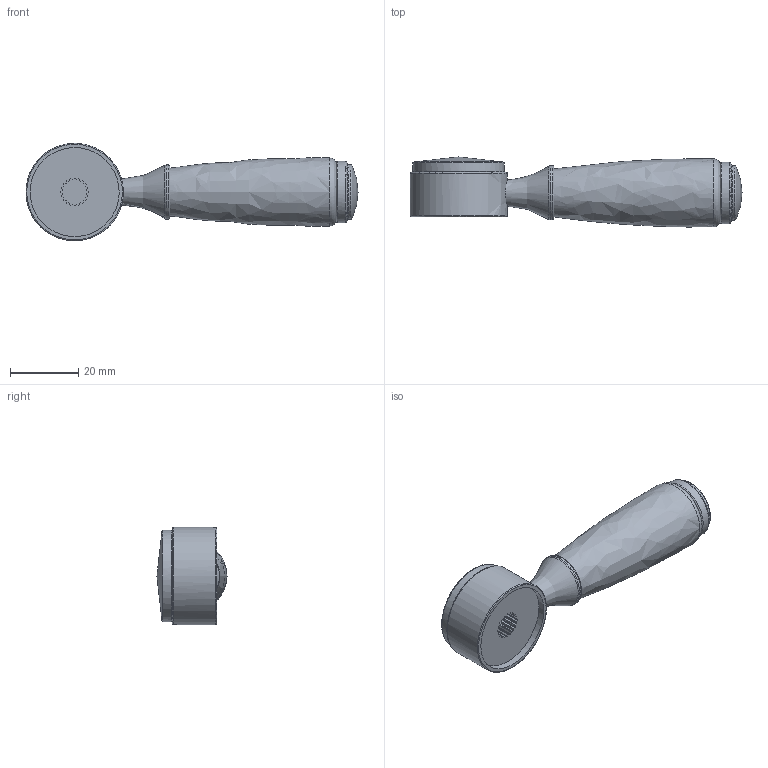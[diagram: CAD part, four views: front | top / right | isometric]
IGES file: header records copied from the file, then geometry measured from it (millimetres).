
Global section: file name: V221-TC; native system: Autodesk Inventor 2018; preprocessor: unknown; author: gwilkes; date: 20190708.152513; units: millimetre
Bounding box: 97.28 x 20.52 x 28.48 mm (x, y, z)
Volume: 22371 mm3; surface area: 12848.1 mm2
Topology: 7 solids, 7 shells, 152 faces, 424 edges, 295 vertices
Faces by surface type: bspline 152
